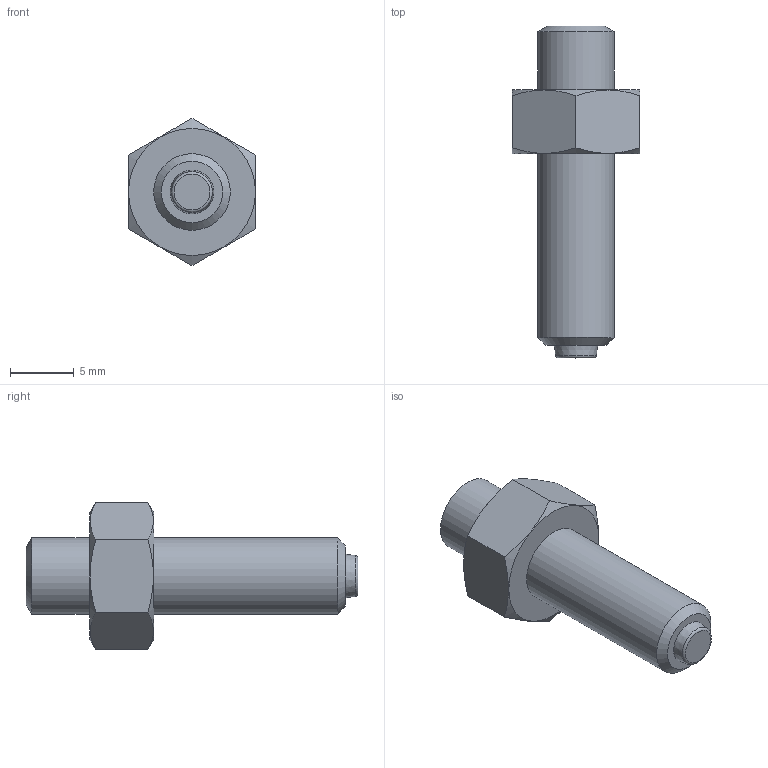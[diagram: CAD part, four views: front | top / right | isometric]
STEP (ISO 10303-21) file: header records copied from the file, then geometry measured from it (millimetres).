
FILE_DESCRIPTION(/* description */ ('STEP AP214'),/* implementation_level */ '2;1');
FILE_NAME(/* name */ '564296_HGRT-HR-16',/* time_stamp */ '2024-08-29T07:53:35+02:00',/* author */ ('License CC BY-ND 4.0'),/* organization */ ('CADENAS'),/* preprocessor_version */ 'ST-DEVELOPER v19.3',/* originating_system */ 'PARTsolutions',/* authorisation */ ' ');
FILE_SCHEMA (('AUTOMOTIVE_DESIGN {1 0 10303 214 3 1 1}'));
Length unit declared in the file: millimetre
Products named in the file (3): 564296 HGRT-HR-16; 564296 HGRT-HR-16---(Sch); DIN 934 - M6(F)
Assembly tree (2 placements, depth 2):
  564296 HGRT-HR-16
    564296 HGRT-HR-16---(Sch)
    DIN 934 - M6(F)
Bounding box: 10 x 26 x 11.55 mm (x, y, z)
Volume: 1012.4 mm3; surface area: 926.5 mm2
Topology: 2 solids, 2 shells, 28 faces, 61 edges, 39 vertices
Faces by surface type: plane 18, cone 7, cylinder 2, torus 1
Full cylindrical faces by diameter (mm): 4.917 x1, 6 x1
Entity records: 793 total; most frequent: CARTESIAN_POINT 165, DIRECTION 112, ORIENTED_EDGE 98, EDGE_CURVE 49, AXIS2_PLACEMENT_3D 44, EDGE_LOOP 42, FACE_BOUND 42, VERTEX_POINT 37
